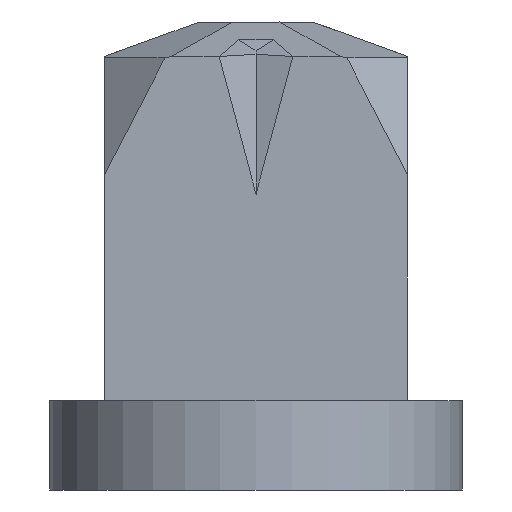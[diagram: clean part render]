
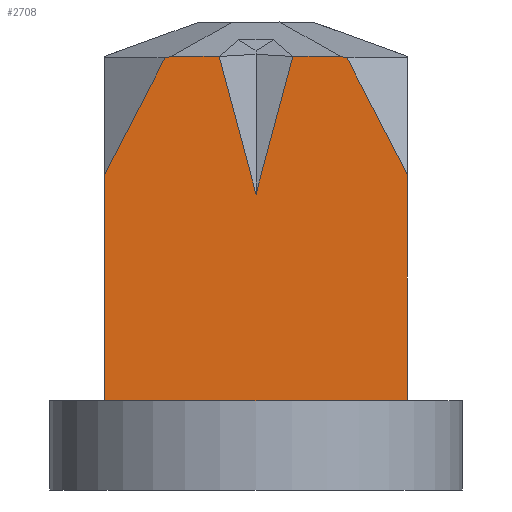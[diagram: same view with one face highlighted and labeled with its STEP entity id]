
A CAD part, left-side view. The second image highlights one B-rep face of the part: STEP entity #2708.
In plain terms, the highlighted planar face has unit normal (-1, 0, 0).
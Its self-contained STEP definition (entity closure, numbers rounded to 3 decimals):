
#82 = EDGE_CURVE ( 'NONE', #2796, #921, #4769, .T. ) ;
#199 = EDGE_CURVE ( 'NONE', #5442, #540, #1346, .T. ) ;
#234 = VECTOR ( 'NONE', #732, 1000. ) ;
#247 = ORIENTED_EDGE ( 'NONE', *, *, #199, .T. ) ;
#275 = ORIENTED_EDGE ( 'NONE', *, *, #1194, .T. ) ;
#394 = ORIENTED_EDGE ( 'NONE', *, *, #82, .T. ) ;
#458 = DIRECTION ( 'NONE',  ( 0., -0.46, -0.888 ) ) ;
#474 = DIRECTION ( 'NONE',  ( 0., 0.976, -0.217 ) ) ;
#529 = DIRECTION ( 'NONE',  ( 0., 0., -1. ) ) ;
#535 = CARTESIAN_POINT ( 'NONE',  ( 295.132, 50.369, 6.5 ) ) ;
#540 = VERTEX_POINT ( 'NONE', #2139 ) ;
#559 = VECTOR ( 'NONE', #2831, 1000. ) ;
#619 = LINE ( 'NONE', #5605, #3892 ) ;
#702 = VECTOR ( 'NONE', #474, 1000. ) ;
#732 = DIRECTION ( 'NONE',  ( 0., 0., -1. ) ) ;
#777 = ORIENTED_EDGE ( 'NONE', *, *, #3380, .F. ) ;
#787 = CARTESIAN_POINT ( 'NONE',  ( 295.132, 52.033, 14.723 ) ) ;
#791 = VERTEX_POINT ( 'NONE', #4283 ) ;
#890 = LINE ( 'NONE', #2687, #4175 ) ;
#921 = VERTEX_POINT ( 'NONE', #3960 ) ;
#994 = VERTEX_POINT ( 'NONE', #1752 ) ;
#1084 = ORIENTED_EDGE ( 'NONE', *, *, #5349, .T. ) ;
#1094 = CARTESIAN_POINT ( 'NONE',  ( 295.132, 47.633, 1.5 ) ) ;
#1194 = EDGE_CURVE ( 'NONE', #994, #1214, #5820, .T. ) ;
#1214 = VERTEX_POINT ( 'NONE', #3632 ) ;
#1346 = LINE ( 'NONE', #2201, #3062 ) ;
#1649 = ORIENTED_EDGE ( 'NONE', *, *, #2873, .F. ) ;
#1684 = CARTESIAN_POINT ( 'NONE',  ( 295.132, 47.972, 12.618 ) ) ;
#1752 = CARTESIAN_POINT ( 'NONE',  ( 295.132, 51.057, 6.5 ) ) ;
#1832 = CARTESIAN_POINT ( 'NONE',  ( 295.132, 52.033, 1.5 ) ) ;
#1835 = CARTESIAN_POINT ( 'NONE',  ( 295.132, 50.247, 6.68 ) ) ;
#1926 = CARTESIAN_POINT ( 'NONE',  ( 295.132, 49.833, 4.5 ) ) ;
#2139 = CARTESIAN_POINT ( 'NONE',  ( 295.132, 48.609, 6.5 ) ) ;
#2147 = DIRECTION ( 'NONE',  ( 0., -0.259, -0.966 ) ) ;
#2175 = AXIS2_PLACEMENT_3D ( 'NONE', #3600, #3158, #529 ) ;
#2201 = CARTESIAN_POINT ( 'NONE',  ( 295.132, 53.612, 7.611 ) ) ;
#2238 = DIRECTION ( 'NONE',  ( 0., -1., 0. ) ) ;
#2409 = ORIENTED_EDGE ( 'NONE', *, *, #3573, .T. ) ;
#2687 = CARTESIAN_POINT ( 'NONE',  ( 295.132, 47.633, 14.723 ) ) ;
#2701 = ORIENTED_EDGE ( 'NONE', *, *, #4118, .F. ) ;
#2708 = ADVANCED_FACE ( 'NONE', ( #5844 ), #4125, .F. ) ;
#2796 = VERTEX_POINT ( 'NONE', #3187 ) ;
#2831 = DIRECTION ( 'NONE',  ( 0., -0.259, 0.966 ) ) ;
#2851 = VECTOR ( 'NONE', #4167, 1000. ) ;
#2873 = EDGE_CURVE ( 'NONE', #2796, #1214, #3453, .T. ) ;
#3000 = EDGE_CURVE ( 'NONE', #3460, #994, #5552, .T. ) ;
#3062 = VECTOR ( 'NONE', #5336, 1000. ) ;
#3064 = ORIENTED_EDGE ( 'NONE', *, *, #4591, .F. ) ;
#3136 = LINE ( 'NONE', #3609, #559 ) ;
#3140 = VERTEX_POINT ( 'NONE', #1094 ) ;
#3148 = VECTOR ( 'NONE', #2147, 1000. ) ;
#3158 = DIRECTION ( 'NONE',  ( 1., 0., 0. ) ) ;
#3187 = CARTESIAN_POINT ( 'NONE',  ( 295.132, 52.033, 4.783 ) ) ;
#3380 = EDGE_CURVE ( 'NONE', #791, #3140, #890, .T. ) ;
#3453 = LINE ( 'NONE', #1684, #5092 ) ;
#3460 = VERTEX_POINT ( 'NONE', #535 ) ;
#3573 = EDGE_CURVE ( 'NONE', #540, #4664, #619, .T. ) ;
#3591 = CARTESIAN_POINT ( 'NONE',  ( 295.132, 52.626, 14.415 ) ) ;
#3600 = CARTESIAN_POINT ( 'NONE',  ( 295.132, 52.033, 14.723 ) ) ;
#3609 = CARTESIAN_POINT ( 'NONE',  ( 295.132, 49.833, 4.5 ) ) ;
#3632 = CARTESIAN_POINT ( 'NONE',  ( 295.132, 51.154, 6.478 ) ) ;
#3714 = EDGE_CURVE ( 'NONE', #3460, #5097, #5367, .T. ) ;
#3833 = DIRECTION ( 'NONE',  ( 0., 1., 0. ) ) ;
#3892 = VECTOR ( 'NONE', #3833, 1000. ) ;
#3945 = VECTOR ( 'NONE', #458, 1000. ) ;
#3960 = CARTESIAN_POINT ( 'NONE',  ( 295.132, 52.033, 1.5 ) ) ;
#3986 = DIRECTION ( 'NONE',  ( 0., 0., -1. ) ) ;
#4028 = LINE ( 'NONE', #3591, #3945 ) ;
#4040 = CARTESIAN_POINT ( 'NONE',  ( 295.132, 48.512, 6.478 ) ) ;
#4118 = EDGE_CURVE ( 'NONE', #5442, #791, #4028, .T. ) ;
#4125 = PLANE ( 'NONE',  #2175 ) ;
#4167 = DIRECTION ( 'NONE',  ( 0., 1., 0. ) ) ;
#4175 = VECTOR ( 'NONE', #3986, 1000. ) ;
#4219 = EDGE_LOOP ( 'NONE', ( #2409, #3064, #5231, #5548, #275, #1649, #394, #1084, #777, #2701, #247 ) ) ;
#4283 = CARTESIAN_POINT ( 'NONE',  ( 295.132, 47.633, 4.783 ) ) ;
#4337 = DIRECTION ( 'NONE',  ( 0., -0.46, 0.888 ) ) ;
#4591 = EDGE_CURVE ( 'NONE', #5097, #4664, #3136, .T. ) ;
#4638 = CARTESIAN_POINT ( 'NONE',  ( 295.132, 52.033, 6.5 ) ) ;
#4664 = VERTEX_POINT ( 'NONE', #5491 ) ;
#4690 = VECTOR ( 'NONE', #2238, 1000. ) ;
#4769 = LINE ( 'NONE', #787, #234 ) ;
#5092 = VECTOR ( 'NONE', #4337, 1000. ) ;
#5097 = VERTEX_POINT ( 'NONE', #1926 ) ;
#5231 = ORIENTED_EDGE ( 'NONE', *, *, #3714, .F. ) ;
#5336 = DIRECTION ( 'NONE',  ( 0., 0.976, 0.217 ) ) ;
#5349 = EDGE_CURVE ( 'NONE', #921, #3140, #5431, .T. ) ;
#5367 = LINE ( 'NONE', #5784, #3148 ) ;
#5431 = LINE ( 'NONE', #1832, #4690 ) ;
#5442 = VERTEX_POINT ( 'NONE', #4040 ) ;
#5491 = CARTESIAN_POINT ( 'NONE',  ( 295.132, 49.297, 6.5 ) ) ;
#5548 = ORIENTED_EDGE ( 'NONE', *, *, #3000, .T. ) ;
#5552 = LINE ( 'NONE', #4638, #2851 ) ;
#5605 = CARTESIAN_POINT ( 'NONE',  ( 295.132, 52.033, 6.5 ) ) ;
#5784 = CARTESIAN_POINT ( 'NONE',  ( 295.132, 49.833, 4.5 ) ) ;
#5820 = LINE ( 'NONE', #1835, #702 ) ;
#5844 = FACE_OUTER_BOUND ( 'NONE', #4219, .T. ) ;
